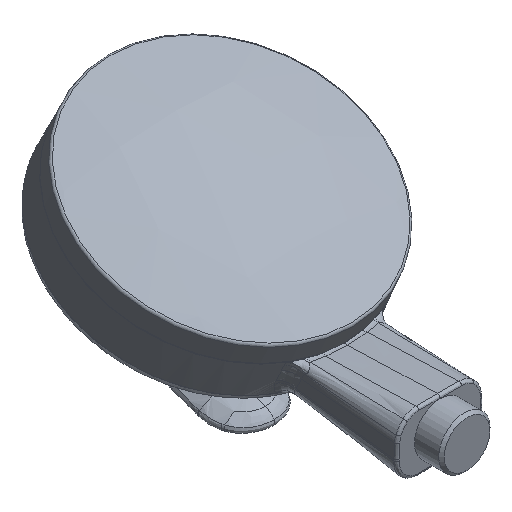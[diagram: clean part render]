
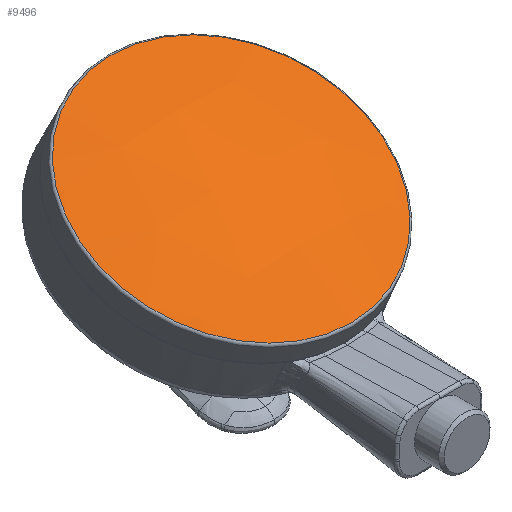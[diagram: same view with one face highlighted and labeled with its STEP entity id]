
A CAD part, isometric view. The second image highlights one B-rep face of the part: STEP entity #9496.
In plain terms, the highlighted spherical face has radius 181.075 mm.
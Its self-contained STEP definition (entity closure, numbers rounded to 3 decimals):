
#633 = AXIS2_PLACEMENT_3D ( 'NONE', #9825, #3996, #10713 ) ;
#2974 = VERTEX_POINT ( 'NONE', #6341 ) ;
#3132 = CARTESIAN_POINT ( 'NONE',  ( 0., 160.823, -120.432 ) ) ;
#3996 = DIRECTION ( 'NONE',  ( 0., -0.421, 0.907 ) ) ;
#4530 = FACE_OUTER_BOUND ( 'NONE', #5534, .T. ) ;
#4577 = SPHERICAL_SURFACE ( 'NONE', #5553, 181.075 ) ;
#5326 = DIRECTION ( 'NONE',  ( 0., 1., 0. ) ) ;
#5534 = EDGE_LOOP ( 'NONE', ( #7264 ) ) ;
#5553 = AXIS2_PLACEMENT_3D ( 'NONE', #3132, #5326, #11880 ) ;
#5886 = EDGE_CURVE ( 'NONE', #2974, #2974, #6083, .T. ) ;
#6083 = CIRCLE ( 'NONE', #633, 49.145 ) ;
#6341 = CARTESIAN_POINT ( 'NONE',  ( 0., 132.022, 58.338 ) ) ;
#7264 = ORIENTED_EDGE ( 'NONE', *, *, #5886, .T. ) ;
#9496 = ADVANCED_FACE ( 'NONE', ( #4530 ), #4577, .T. ) ;
#9825 = CARTESIAN_POINT ( 'NONE',  ( 0., 87.446, 37.646 ) ) ;
#10713 = DIRECTION ( 'NONE',  ( 0., 0.907, 0.421 ) ) ;
#11880 = DIRECTION ( 'NONE',  ( 1., 0., 0. ) ) ;
